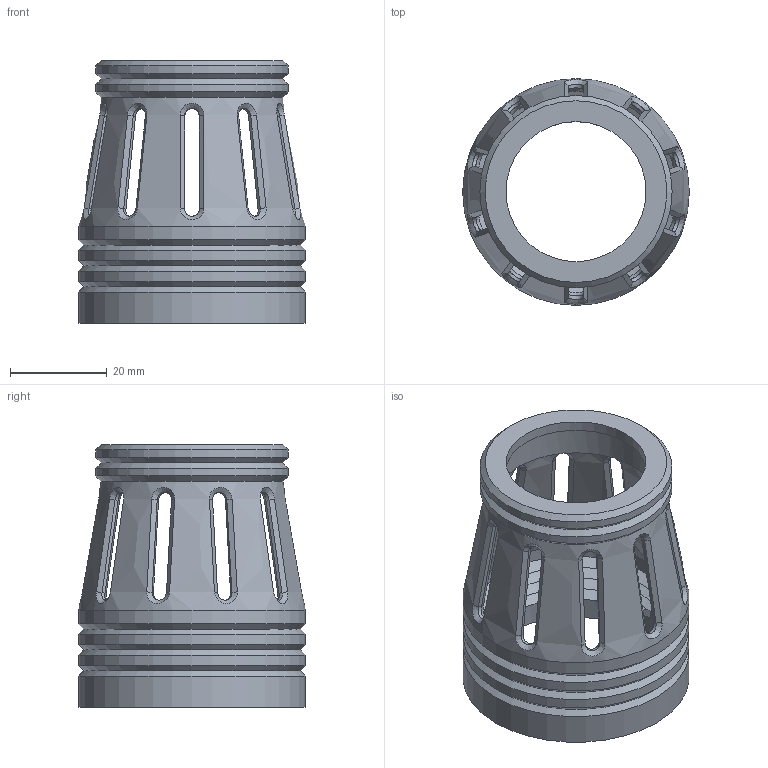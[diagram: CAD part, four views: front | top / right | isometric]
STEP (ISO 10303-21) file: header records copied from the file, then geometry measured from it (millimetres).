
FILE_DESCRIPTION(/* description */ (''),/* implementation_level */ '2;1');
FILE_NAME(/* name */ 'emitter.step',/* time_stamp */ '2024-05-10T19:33:24+03:00',/* author */ (''),/* organization */ (''),/* preprocessor_version */ 'ST-DEVELOPER v20',/* originating_system */ 'Autodesk Translation Framework v12.20.1.177',/* authorisation */ '');
FILE_SCHEMA (('AUTOMOTIVE_DESIGN { 1 0 10303 214 3 1 1 }'));
Length unit declared in the file: millimetre
Products named in the file (4): Lightsaber RP2040 PropMaker x1.08; Hilt Assembly; Emitter v1-1.08; Emitter Part
Assembly tree (3 placements, depth 4):
  Lightsaber RP2040 PropMaker x1.08
    Hilt Assembly
      Emitter v1-1.08
        Emitter Part
Bounding box: 46.87 x 46.87 x 54.32 mm (x, y, z)
Volume: 16197.7 mm3; surface area: 16215 mm2
Topology: 1 solids, 1 shells, 151 faces, 387 edges, 228 vertices
Faces by surface type: bspline 122, cylinder 12, cone 12, plane 5
Full cylindrical faces by diameter (mm): 28.944 x1, 33.264 x1, 39.744 x2, 42.552 x4, 46.872 x4
Entity records: 9097 total; most frequent: CARTESIAN_POINT 6089, ORIENTED_EDGE 774, EDGE_CURVE 387, DIRECTION 300, VERTEX_POINT 228, B_SPLINE_CURVE_WITH_KNOTS 199, EDGE_LOOP 163, FACE_OUTER_BOUND 151
